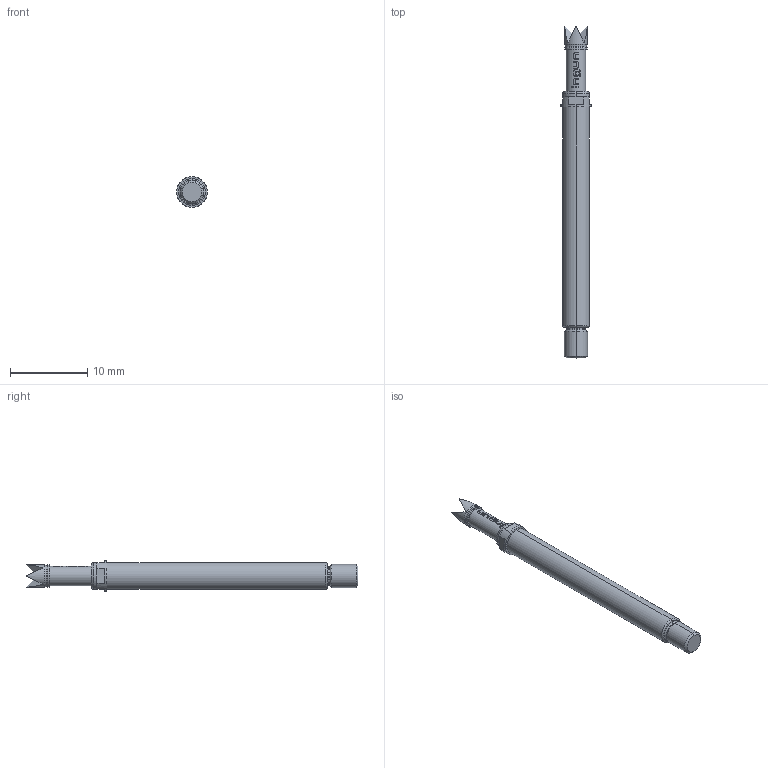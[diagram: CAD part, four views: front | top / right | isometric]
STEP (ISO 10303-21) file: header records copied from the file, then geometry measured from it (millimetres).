
FILE_DESCRIPTION (( 'STEP AP203' ), '1' );
FILE_NAME ('INGUN_BCP-150_314_300_A_xx02_M.STEP', '2024-04-08T11:34:36', ( '' ), ( '' ), 'SwSTEP 2.0', 'SolidWorks 2021', '' );
FILE_SCHEMA (( 'CONFIG_CONTROL_DESIGN' ));
Length unit declared in the file: millimetre
Products named in the file (1): INGUN_BCP-150_314_300_A_xx02_M
Bounding box: 4 x 43.1 x 4 mm (x, y, z)
Volume: 362.2 mm3; surface area: 472.4 mm2
Topology: 1 solids, 1 shells, 121 faces, 298 edges, 191 vertices
Faces by surface type: plane 63, bspline 22, cylinder 22, torus 10, cone 4
Entity records: 3927 total; most frequent: CARTESIAN_POINT 1155, ORIENTED_EDGE 596, DIRECTION 504, EDGE_CURVE 298, AXIS2_PLACEMENT_3D 200, VERTEX_POINT 191, EDGE_LOOP 133, FACE_OUTER_BOUND 121
